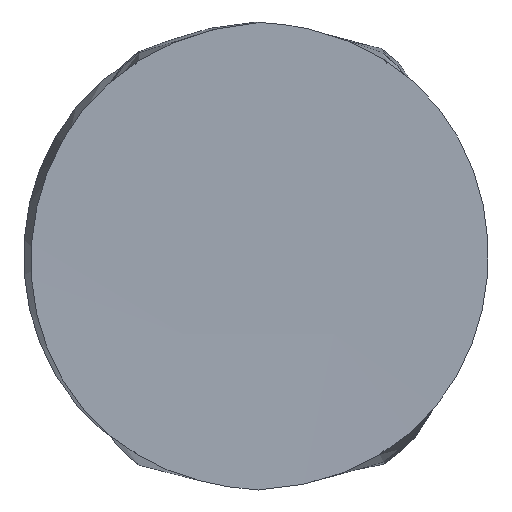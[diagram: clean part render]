
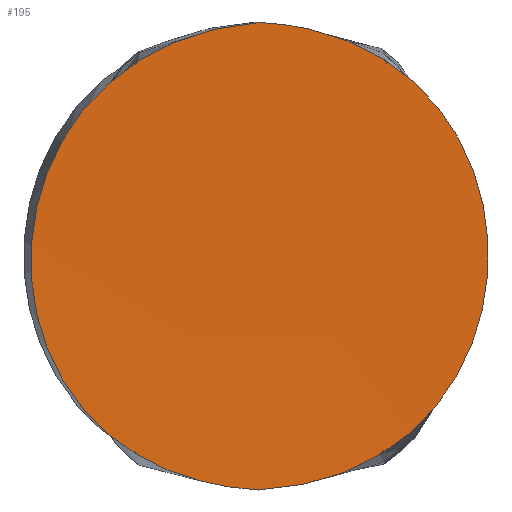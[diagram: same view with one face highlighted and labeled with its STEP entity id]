
A CAD part, front view. The second image highlights one B-rep face of the part: STEP entity #195.
In plain terms, the highlighted free-form (B-spline) face has degree [3, 3] with [4, 4] control points.
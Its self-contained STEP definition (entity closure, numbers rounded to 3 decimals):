
#21 = EDGE_CURVE('',#22,#24,#26,.T.);
#22 = VERTEX_POINT('',#23);
#23 = CARTESIAN_POINT('',(0.003,-1.001,
    0.31));
#24 = VERTEX_POINT('',#25);
#25 = CARTESIAN_POINT('',(0.001,-1.,
    -0.307));
#26 = SURFACE_CURVE('',#27,(#32,#59),.PCURVE_S1.);
#27 = B_SPLINE_CURVE_WITH_KNOTS('',3,(#28,#29,#30,#31),.UNSPECIFIED.,.F.
  ,.F.,(4,4),(0.,1.),.PIECEWISE_BEZIER_KNOTS.);
#28 = CARTESIAN_POINT('',(0.003,-1.001,
    0.31));
#29 = CARTESIAN_POINT('',(-0.394,-0.997,0.28
    ));
#30 = CARTESIAN_POINT('',(-0.407,-1.001,-0.283
    ));
#31 = CARTESIAN_POINT('',(0.001,-1.,
    -0.307));
#32 = PCURVE('',#33,#50);
#33 = B_SPLINE_SURFACE_WITH_KNOTS('',3,3,(
    (#34,#35,#36,#37)
    ,(#38,#39,#40,#41)
    ,(#42,#43,#44,#45)
    ,(#46,#47,#48,#49
    )),.UNSPECIFIED.,.F.,.F.,.F.,(4,4),(4,4),(0.,1.),(0.,1.),
  .PIECEWISE_BEZIER_KNOTS.);
#34 = CARTESIAN_POINT('',(0.058,-1.045,
    -0.341));
#35 = CARTESIAN_POINT('',(0.058,-0.342,
    -0.341));
#36 = CARTESIAN_POINT('',(0.051,0.348,
    -0.327));
#37 = CARTESIAN_POINT('',(0.059,1.037,
    -0.329));
#38 = CARTESIAN_POINT('',(-0.385,-1.04,-0.363
    ));
#39 = CARTESIAN_POINT('',(-0.388,-0.364,
    -0.34));
#40 = CARTESIAN_POINT('',(-0.369,0.349,-0.338
    ));
#41 = CARTESIAN_POINT('',(-0.385,1.058,-0.35
    ));
#42 = CARTESIAN_POINT('',(-0.403,-1.052,0.331
    ));
#43 = CARTESIAN_POINT('',(-0.394,-0.345,0.319
    ));
#44 = CARTESIAN_POINT('',(-0.402,0.346,0.333)
  );
#45 = CARTESIAN_POINT('',(-0.399,1.034,0.329)
  );
#46 = CARTESIAN_POINT('',(0.041,-1.046,
    0.33));
#47 = CARTESIAN_POINT('',(0.037,-0.347,
    0.339));
#48 = CARTESIAN_POINT('',(0.038,0.35,
    0.335));
#49 = CARTESIAN_POINT('',(0.045,1.052,
    0.338));
#50 = DEFINITIONAL_REPRESENTATION('',(#51),#58);
#51 = B_SPLINE_CURVE_WITH_KNOTS('',5,(#52,#53,#54,#55,#56,#57),
  .UNSPECIFIED.,.F.,.F.,(6,6),(0.,1.),.PIECEWISE_BEZIER_KNOTS.);
#52 = CARTESIAN_POINT('',(0.969,0.022));
#53 = CARTESIAN_POINT('',(0.778,0.024));
#54 = CARTESIAN_POINT('',(0.53,0.023));
#55 = CARTESIAN_POINT('',(0.497,0.021));
#56 = CARTESIAN_POINT('',(0.25,0.02));
#57 = CARTESIAN_POINT('',(0.048,0.021));
#58 = ( GEOMETRIC_REPRESENTATION_CONTEXT(2) 
PARAMETRIC_REPRESENTATION_CONTEXT() REPRESENTATION_CONTEXT('2D SPACE',''
  ) );
#59 = PCURVE('',#60,#77);
#60 = B_SPLINE_SURFACE_WITH_KNOTS('',3,3,(
    (#61,#62,#63,#64)
    ,(#65,#66,#67,#68)
    ,(#69,#70,#71,#72)
    ,(#73,#74,#75,#76
    )),.UNSPECIFIED.,.F.,.F.,.F.,(4,4),(4,4),(0.,1.),(0.,1.),
  .PIECEWISE_BEZIER_KNOTS.);
#61 = CARTESIAN_POINT('',(0.303,-1.,-0.308
    ));
#62 = CARTESIAN_POINT('',(0.098,-1.,
    -0.31));
#63 = CARTESIAN_POINT('',(-0.108,-1.,
    -0.31));
#64 = CARTESIAN_POINT('',(-0.313,-0.999,
    -0.309));
#65 = CARTESIAN_POINT('',(0.299,-1.,-0.106)
  );
#66 = CARTESIAN_POINT('',(0.093,-0.995,
    -0.101));
#67 = CARTESIAN_POINT('',(-0.111,-1.002,-0.101
    ));
#68 = CARTESIAN_POINT('',(-0.317,-0.999,
    -0.104));
#69 = CARTESIAN_POINT('',(0.3,-1.,0.106)
  );
#70 = CARTESIAN_POINT('',(0.093,-1.002,
    0.105));
#71 = CARTESIAN_POINT('',(-0.111,-0.995,0.1)
  );
#72 = CARTESIAN_POINT('',(-0.319,-1.001,0.105)
  );
#73 = CARTESIAN_POINT('',(0.3,-1.001,0.309)
  );
#74 = CARTESIAN_POINT('',(0.095,-1.,
    0.309));
#75 = CARTESIAN_POINT('',(-0.112,-1.001,0.314
    ));
#76 = CARTESIAN_POINT('',(-0.315,-1.003,0.31
    ));
#77 = DEFINITIONAL_REPRESENTATION('',(#78),#84);
#78 = B_SPLINE_CURVE_WITH_KNOTS('',4,(#79,#80,#81,#82,#83),
  .UNSPECIFIED.,.F.,.F.,(5,5),(0.,1.),.PIECEWISE_BEZIER_KNOTS.);
#79 = CARTESIAN_POINT('',(0.999,0.482));
#80 = CARTESIAN_POINT('',(0.96,0.964));
#81 = CARTESIAN_POINT('',(0.5,1.132));
#82 = CARTESIAN_POINT('',(0.034,0.985));
#83 = CARTESIAN_POINT('',(0.004,0.49));
#84 = ( GEOMETRIC_REPRESENTATION_CONTEXT(2) 
PARAMETRIC_REPRESENTATION_CONTEXT() REPRESENTATION_CONTEXT('2D SPACE',''
  ) );
#103 = B_SPLINE_SURFACE_WITH_KNOTS('',3,3,(
    (#104,#105,#106,#107)
    ,(#108,#109,#110,#111)
    ,(#112,#113,#114,#115)
    ,(#116,#117,#118,#119
    )),.UNSPECIFIED.,.F.,.F.,.F.,(4,4),(4,4),(0.,1.),(0.,1.),
  .PIECEWISE_BEZIER_KNOTS.);
#104 = CARTESIAN_POINT('',(-0.044,-1.049,
    0.33));
#105 = CARTESIAN_POINT('',(-0.046,-0.356,
    0.331));
#106 = CARTESIAN_POINT('',(-0.035,0.344,
    0.34));
#107 = CARTESIAN_POINT('',(-0.042,1.038,
    0.331));
#108 = CARTESIAN_POINT('',(0.393,-1.05,0.34
    ));
#109 = CARTESIAN_POINT('',(0.401,-0.348,0.343
    ));
#110 = CARTESIAN_POINT('',(0.398,0.349,0.348)
  );
#111 = CARTESIAN_POINT('',(0.396,1.049,0.347)
  );
#112 = CARTESIAN_POINT('',(0.415,-1.045,
    -0.337));
#113 = CARTESIAN_POINT('',(0.402,-0.346,
    -0.329));
#114 = CARTESIAN_POINT('',(0.411,0.35,-0.345
    ));
#115 = CARTESIAN_POINT('',(0.423,1.055,-0.341
    ));
#116 = CARTESIAN_POINT('',(-0.035,-1.055,
    -0.331));
#117 = CARTESIAN_POINT('',(-0.031,-0.356,
    -0.323));
#118 = CARTESIAN_POINT('',(-0.03,0.347,
    -0.324));
#119 = CARTESIAN_POINT('',(-0.039,1.041,
    -0.331));
#195 = ADVANCED_FACE('',(#196),#60,.T.);
#196 = FACE_BOUND('',#197,.T.);
#197 = EDGE_LOOP('',(#198,#227));
#198 = ORIENTED_EDGE('',*,*,#199,.T.);
#199 = EDGE_CURVE('',#24,#22,#200,.T.);
#200 = SURFACE_CURVE('',#201,(#206,#217),.PCURVE_S1.);
#201 = B_SPLINE_CURVE_WITH_KNOTS('',3,(#202,#203,#204,#205),
  .UNSPECIFIED.,.F.,.F.,(4,4),(0.,1.),.PIECEWISE_BEZIER_KNOTS.);
#202 = CARTESIAN_POINT('',(0.001,-1.,
    -0.307));
#203 = CARTESIAN_POINT('',(0.404,-1.,-0.287)
  );
#204 = CARTESIAN_POINT('',(0.407,-1.,0.29
    ));
#205 = CARTESIAN_POINT('',(0.003,-1.001,
    0.31));
#206 = PCURVE('',#60,#207);
#207 = DEFINITIONAL_REPRESENTATION('',(#208),#216);
#208 = B_SPLINE_CURVE_WITH_KNOTS('',6,(#209,#210,#211,#212,#213,#214,
    #215),.UNSPECIFIED.,.F.,.F.,(7,7),(0.,1.),.PIECEWISE_BEZIER_KNOTS.);
#209 = CARTESIAN_POINT('',(0.004,0.49));
#210 = CARTESIAN_POINT('',(0.02,0.163));
#211 = CARTESIAN_POINT('',(0.215,-0.038));
#212 = CARTESIAN_POINT('',(0.505,-0.108));
#213 = CARTESIAN_POINT('',(0.786,-0.041));
#214 = CARTESIAN_POINT('',(0.985,0.155));
#215 = CARTESIAN_POINT('',(0.999,0.482));
#216 = ( GEOMETRIC_REPRESENTATION_CONTEXT(2) 
PARAMETRIC_REPRESENTATION_CONTEXT() REPRESENTATION_CONTEXT('2D SPACE',''
  ) );
#217 = PCURVE('',#103,#218);
#218 = DEFINITIONAL_REPRESENTATION('',(#219),#226);
#219 = B_SPLINE_CURVE_WITH_KNOTS('',5,(#220,#221,#222,#223,#224,#225),
  .UNSPECIFIED.,.F.,.F.,(6,6),(0.,1.),.PIECEWISE_BEZIER_KNOTS.);
#220 = CARTESIAN_POINT('',(0.972,0.026));
#221 = CARTESIAN_POINT('',(0.781,0.024));
#222 = CARTESIAN_POINT('',(0.533,0.023));
#223 = CARTESIAN_POINT('',(0.457,0.023));
#224 = CARTESIAN_POINT('',(0.237,0.023));
#225 = CARTESIAN_POINT('',(0.038,0.023));
#226 = ( GEOMETRIC_REPRESENTATION_CONTEXT(2) 
PARAMETRIC_REPRESENTATION_CONTEXT() REPRESENTATION_CONTEXT('2D SPACE',''
  ) );
#227 = ORIENTED_EDGE('',*,*,#21,.T.);
